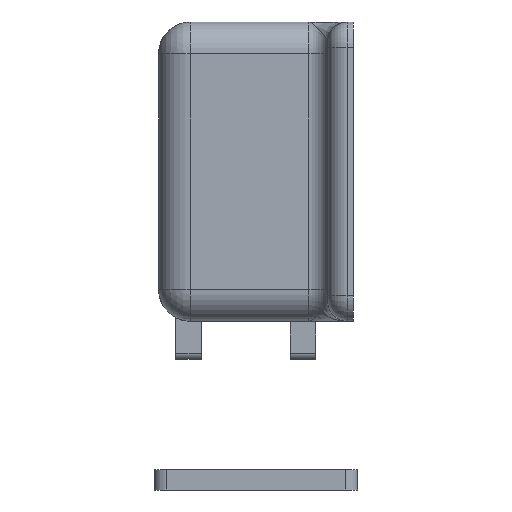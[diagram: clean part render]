
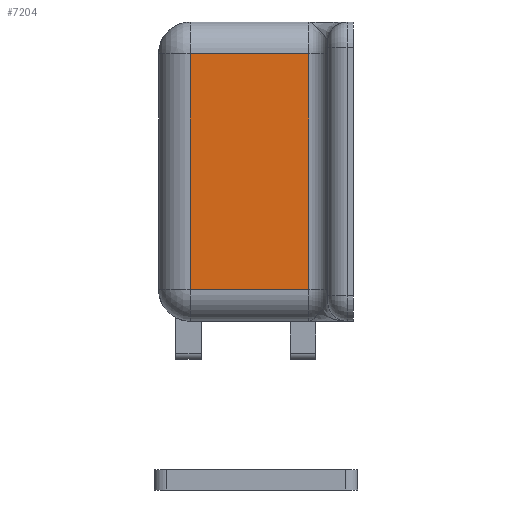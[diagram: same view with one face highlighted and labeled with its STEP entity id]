
A CAD part, left-side view. The second image highlights one B-rep face of the part: STEP entity #7204.
In plain terms, the highlighted planar face has unit normal (-1, 0, 0).
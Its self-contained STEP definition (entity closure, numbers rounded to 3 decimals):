
#102 = DIRECTION ( 'NONE',  ( 0., 0., 1. ) ) ;
#248 = ORIENTED_EDGE ( 'NONE', *, *, #5327, .T. ) ;
#409 = EDGE_CURVE ( 'NONE', #6494, #1312, #4794, .T. ) ;
#595 = CARTESIAN_POINT ( 'NONE',  ( -32., 12.8, 11.75 ) ) ;
#633 = ORIENTED_EDGE ( 'NONE', *, *, #4005, .T. ) ;
#762 = LINE ( 'NONE', #595, #7216 ) ;
#1312 = VERTEX_POINT ( 'NONE', #3018 ) ;
#1624 = CARTESIAN_POINT ( 'NONE',  ( -32., 15.3, 11.75 ) ) ;
#1931 = DIRECTION ( 'NONE',  ( 0., -1., 0. ) ) ;
#1942 = CARTESIAN_POINT ( 'NONE',  ( -32., 3.5, 9.25 ) ) ;
#1995 = DIRECTION ( 'NONE',  ( 0., 0., -1. ) ) ;
#2112 = EDGE_CURVE ( 'NONE', #2928, #5116, #762, .T. ) ;
#2235 = DIRECTION ( 'NONE',  ( 0., 0., -1. ) ) ;
#2928 = VERTEX_POINT ( 'NONE', #4651 ) ;
#3018 = CARTESIAN_POINT ( 'NONE',  ( -32., 3.5, 9.25 ) ) ;
#3228 = DIRECTION ( 'NONE',  ( 0., 1., 0. ) ) ;
#3343 = AXIS2_PLACEMENT_3D ( 'NONE', #1624, #6003, #2235 ) ;
#3672 = CARTESIAN_POINT ( 'NONE',  ( -32., 12.8, -9.25 ) ) ;
#3960 = VECTOR ( 'NONE', #1931, 1000. ) ;
#4005 = EDGE_CURVE ( 'NONE', #5116, #6494, #5629, .T. ) ;
#4035 = LINE ( 'NONE', #7610, #5517 ) ;
#4183 = CARTESIAN_POINT ( 'NONE',  ( -32., 3.5, -9.25 ) ) ;
#4651 = CARTESIAN_POINT ( 'NONE',  ( -32., 12.8, 9.25 ) ) ;
#4745 = PLANE ( 'NONE',  #3343 ) ;
#4794 = LINE ( 'NONE', #1942, #6065 ) ;
#4893 = EDGE_LOOP ( 'NONE', ( #633, #7781, #248, #6252 ) ) ;
#5116 = VERTEX_POINT ( 'NONE', #3672 ) ;
#5327 = EDGE_CURVE ( 'NONE', #1312, #2928, #4035, .T. ) ;
#5517 = VECTOR ( 'NONE', #3228, 1000. ) ;
#5629 = LINE ( 'NONE', #6316, #3960 ) ;
#6003 = DIRECTION ( 'NONE',  ( 1., 0., 0. ) ) ;
#6065 = VECTOR ( 'NONE', #102, 1000. ) ;
#6252 = ORIENTED_EDGE ( 'NONE', *, *, #2112, .T. ) ;
#6316 = CARTESIAN_POINT ( 'NONE',  ( -32., 15.3, -9.25 ) ) ;
#6494 = VERTEX_POINT ( 'NONE', #4183 ) ;
#7204 = ADVANCED_FACE ( 'NONE', ( #7835 ), #4745, .F. ) ;
#7216 = VECTOR ( 'NONE', #1995, 1000. ) ;
#7610 = CARTESIAN_POINT ( 'NONE',  ( -32., 15.3, 9.25 ) ) ;
#7781 = ORIENTED_EDGE ( 'NONE', *, *, #409, .T. ) ;
#7835 = FACE_OUTER_BOUND ( 'NONE', #4893, .T. ) ;
